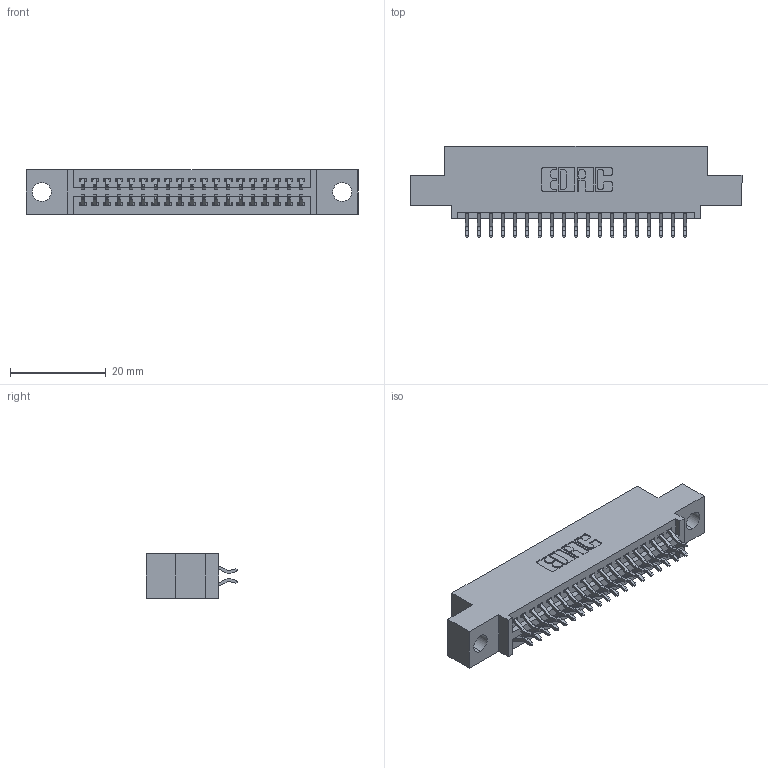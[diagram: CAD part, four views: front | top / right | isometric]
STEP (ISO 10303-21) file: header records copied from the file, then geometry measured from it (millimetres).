
FILE_DESCRIPTION (( 'STEP AP203' ), '1' );
FILE_NAME ('345-038-556-504.STEP', '2018-08-30T09:34:05', ( '' ), ( '' ), 'SwSTEP 2.0', 'SolidWorks 2016', '' );
FILE_SCHEMA (( 'CONFIG_CONTROL_DESIGN' ));
Length unit declared in the file: inch
Products named in the file (3): 345 Part_0.110 Offset - 0.156 Dia-TH; 345-292-001_556 Tail; 345-038-556-504
Assembly tree (39 placements, depth 2):
  345-038-556-504
    345 Part_0.110 Offset - 0.156 Dia-TH
    345-292-001_556 Tail  x38
Bounding box: 69.47 x 19.24 x 9.4 mm (x, y, z)
Volume: 6372.1 mm3; surface area: 8848.3 mm2
Topology: 39 solids, 39 shells, 2258 faces, 6699 edges, 4414 vertices
Faces by surface type: plane 1490, cylinder 768
Entity records: 18359 total; most frequent: CARTESIAN_POINT 3116, ORIENTED_EDGE 3038, DIRECTION 2763, EDGE_CURVE 1519, VECTOR 1303, LINE 1303, VERTEX_POINT 1010, AXIS2_PLACEMENT_3D 730
